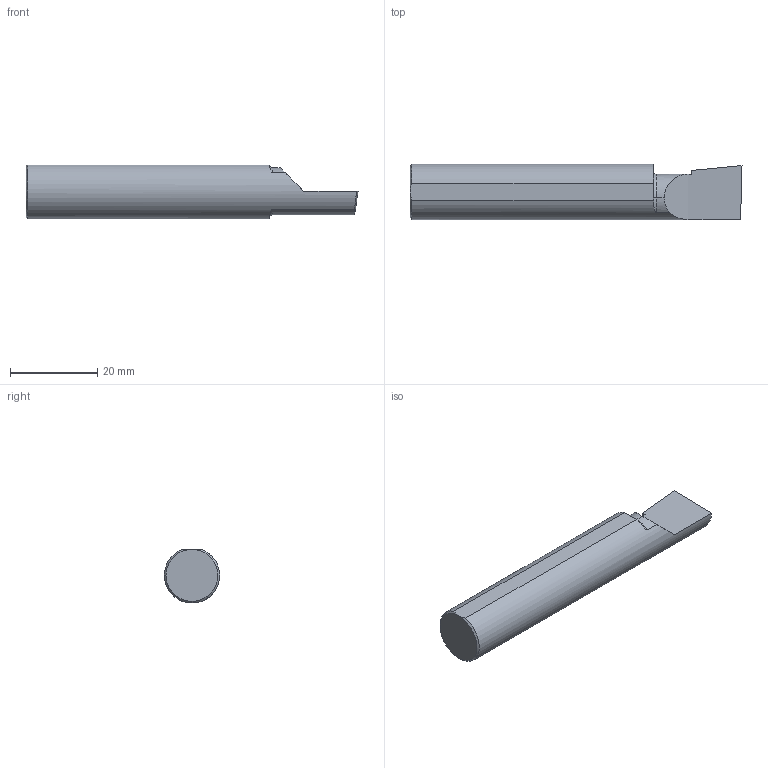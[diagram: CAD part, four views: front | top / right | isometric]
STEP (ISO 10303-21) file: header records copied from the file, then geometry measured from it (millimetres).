
FILE_DESCRIPTION (( 'STEP AP214' ), '1' );
FILE_NAME ('B490750.STEP', '2020-05-06T18:26:32', ( '' ), ( '' ), 'SwSTEP 2.0', 'SolidWorks 2018', '' );
FILE_SCHEMA (( 'AUTOMOTIVE_DESIGN' ));
Length unit declared in the file: inch
Products named in the file (1): B490750
Bounding box: 76.2 x 12.68 x 12.39 mm (x, y, z)
Volume: 8211.3 mm3; surface area: 3051.3 mm2
Topology: 1 solids, 1 shells, 22 faces, 57 edges, 37 vertices
Faces by surface type: plane 13, cylinder 4, torus 3, cone 2
Entity records: 745 total; most frequent: CARTESIAN_POINT 185, ORIENTED_EDGE 114, DIRECTION 105, EDGE_CURVE 57, AXIS2_PLACEMENT_3D 39, VERTEX_POINT 37, LINE 27, VECTOR 27
